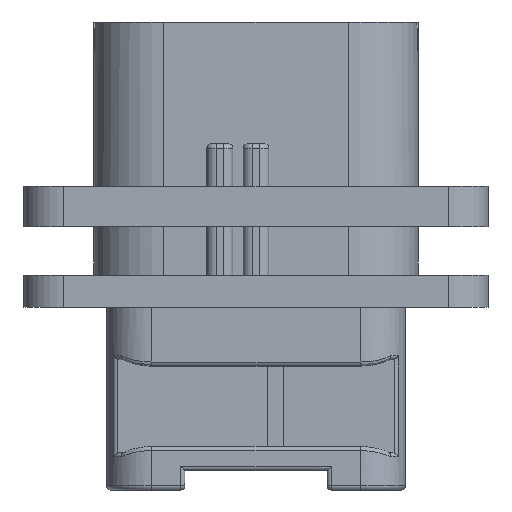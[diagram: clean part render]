
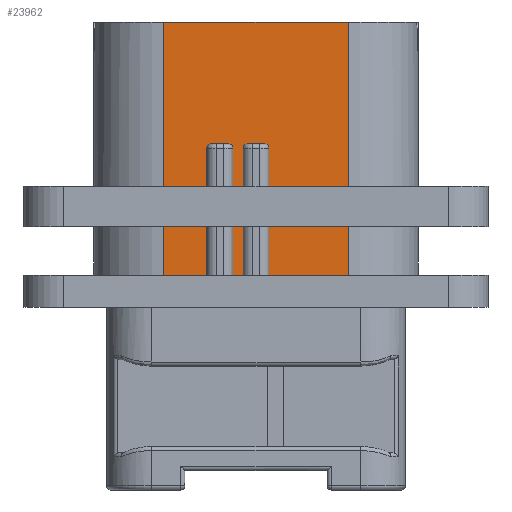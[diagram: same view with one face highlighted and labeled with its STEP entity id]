
A CAD part, front view. The second image highlights one B-rep face of the part: STEP entity #23962.
In plain terms, the highlighted planar face has unit normal (0, -1, 0).
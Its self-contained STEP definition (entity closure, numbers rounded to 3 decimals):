
#1523=DIRECTION('',(1.,0.,0.));
#1524=VECTOR('',#1523,11.4);
#1525=CARTESIAN_POINT('',(-5.7,-9.,17.67));
#1526=LINE('',#1525,#1524);
#2066=DIRECTION('',(1.,0.,0.));
#2067=VECTOR('',#2066,4.9);
#2068=CARTESIAN_POINT('',(0.8,-9.,2.));
#2069=LINE('',#2068,#2067);
#2160=CARTESIAN_POINT('',(-1.69,-9.,9.87));
#2161=DIRECTION('',(0.,1.,0.));
#2162=DIRECTION('',(0.,0.,1.));
#2163=AXIS2_PLACEMENT_3D('',#2160,#2161,#2162);
#2173=DIRECTION('',(0.,0.,1.));
#2174=VECTOR('',#2173,7.87);
#2175=CARTESIAN_POINT('',(-1.44,-9.,2.));
#2176=LINE('',#2175,#2174);
#2177=DIRECTION('',(1.,0.,0.));
#2178=VECTOR('',#2177,1.1);
#2179=CARTESIAN_POINT('',(-2.79,-9.,10.12));
#2180=LINE('',#2179,#2178);
#2181=DIRECTION('',(0.,0.,1.));
#2182=VECTOR('',#2181,7.87);
#2183=CARTESIAN_POINT('',(-3.04,-9.,2.));
#2184=LINE('',#2183,#2182);
#2185=DIRECTION('',(0.,0.,-1.));
#2186=VECTOR('',#2185,15.67);
#2187=CARTESIAN_POINT('',(-5.7,-9.,17.67));
#2188=LINE('',#2187,#2186);
#2189=DIRECTION('',(0.,0.,-1.));
#2190=VECTOR('',#2189,15.67);
#2191=CARTESIAN_POINT('',(5.7,-9.,17.67));
#2192=LINE('',#2191,#2190);
#2193=DIRECTION('',(0.,0.,1.));
#2194=VECTOR('',#2193,7.87);
#2195=CARTESIAN_POINT('',(0.8,-9.,2.));
#2196=LINE('',#2195,#2194);
#2197=DIRECTION('',(1.,0.,0.));
#2198=VECTOR('',#2197,1.1);
#2199=CARTESIAN_POINT('',(-0.55,-9.,10.12));
#2200=LINE('',#2199,#2198);
#2201=DIRECTION('',(0.,0.,1.));
#2202=VECTOR('',#2201,7.87);
#2203=CARTESIAN_POINT('',(-0.8,-9.,2.));
#2204=LINE('',#2203,#2202);
#2205=CARTESIAN_POINT('',(-2.79,-9.,9.87));
#2206=DIRECTION('',(0.,1.,0.));
#2207=DIRECTION('',(-1.,0.,0.));
#2208=AXIS2_PLACEMENT_3D('',#2205,#2206,#2207);
#2241=DIRECTION('',(1.,0.,0.));
#2242=VECTOR('',#2241,2.66);
#2243=CARTESIAN_POINT('',(-5.7,-9.,2.));
#2244=LINE('',#2243,#2242);
#7985=CARTESIAN_POINT('',(0.55,-9.,9.87));
#7986=DIRECTION('',(0.,1.,0.));
#7987=DIRECTION('',(0.,0.,1.));
#7988=AXIS2_PLACEMENT_3D('',#7985,#7986,#7987);
#8045=DIRECTION('',(1.,0.,0.));
#8046=VECTOR('',#8045,0.64);
#8047=CARTESIAN_POINT('',(-1.44,-9.,2.));
#8048=LINE('',#8047,#8046);
#8076=CARTESIAN_POINT('',(-0.55,-9.,9.87));
#8077=DIRECTION('',(0.,1.,0.));
#8078=DIRECTION('',(-1.,0.,0.));
#8079=AXIS2_PLACEMENT_3D('',#8076,#8077,#8078);
#18525=CARTESIAN_POINT('',(-5.7,-9.,17.67));
#18526=CARTESIAN_POINT('',(-5.7,-9.,2.));
#18527=VERTEX_POINT('',#18525);
#18528=VERTEX_POINT('',#18526);
#18529=CARTESIAN_POINT('',(5.7,-9.,17.67));
#18530=CARTESIAN_POINT('',(5.7,-9.,2.));
#18531=VERTEX_POINT('',#18529);
#18532=VERTEX_POINT('',#18530);
#20520=CARTESIAN_POINT('',(-3.04,-9.,2.));
#20521=VERTEX_POINT('',#20520);
#20522=CARTESIAN_POINT('',(-1.44,-9.,2.));
#20523=CARTESIAN_POINT('',(-0.8,-9.,2.));
#20524=VERTEX_POINT('',#20522);
#20525=VERTEX_POINT('',#20523);
#20526=CARTESIAN_POINT('',(0.8,-9.,2.));
#20527=VERTEX_POINT('',#20526);
#20617=CARTESIAN_POINT('',(-1.44,-9.,9.87));
#20619=VERTEX_POINT('',#20617);
#20621=CARTESIAN_POINT('',(-1.69,-9.,10.12));
#20623=VERTEX_POINT('',#20621);
#20636=CARTESIAN_POINT('',(-2.79,-9.,10.12));
#20637=VERTEX_POINT('',#20636);
#20638=CARTESIAN_POINT('',(-3.04,-9.,9.87));
#20639=VERTEX_POINT('',#20638);
#20641=CARTESIAN_POINT('',(0.8,-9.,9.87));
#20643=VERTEX_POINT('',#20641);
#20645=CARTESIAN_POINT('',(0.55,-9.,10.12));
#20647=VERTEX_POINT('',#20645);
#20660=CARTESIAN_POINT('',(-0.55,-9.,10.12));
#20661=VERTEX_POINT('',#20660);
#20662=CARTESIAN_POINT('',(-0.8,-9.,9.87));
#20663=VERTEX_POINT('',#20662);
#23929=CARTESIAN_POINT('',(-10.05,-9.,2.));
#23930=DIRECTION('',(0.,-1.,0.));
#23931=DIRECTION('',(1.,0.,0.));
#23932=AXIS2_PLACEMENT_3D('',#23929,#23930,#23931);
#23933=PLANE('',#23932);
#23934=ORIENTED_EDGE('',*,*,#23920,.T.);
#23935=ORIENTED_EDGE('',*,*,#23909,.F.);
#23936=ORIENTED_EDGE('',*,*,#23894,.F.);
#23938=ORIENTED_EDGE('',*,*,#23937,.F.);
#23940=ORIENTED_EDGE('',*,*,#23939,.F.);
#23942=ORIENTED_EDGE('',*,*,#23941,.F.);
#23944=ORIENTED_EDGE('',*,*,#23943,.F.);
#23945=ORIENTED_EDGE('',*,*,#23251,.T.);
#23946=ORIENTED_EDGE('',*,*,#23793,.T.);
#23947=ORIENTED_EDGE('',*,*,#23812,.F.);
#23949=ORIENTED_EDGE('',*,*,#23948,.T.);
#23951=ORIENTED_EDGE('',*,*,#23950,.F.);
#23953=ORIENTED_EDGE('',*,*,#23952,.F.);
#23955=ORIENTED_EDGE('',*,*,#23954,.F.);
#23957=ORIENTED_EDGE('',*,*,#23956,.F.);
#23959=ORIENTED_EDGE('',*,*,#23958,.F.);
#23960=EDGE_LOOP('',(#23934,#23935,#23936,#23938,#23940,#23942,#23944,#23945,
#23946,#23947,#23949,#23951,#23953,#23955,#23957,#23959));
#23961=FACE_OUTER_BOUND('',#23960,.F.);
#23962=ADVANCED_FACE('',(#23961),#23933,.T.);
#2164=CIRCLE('',#2163,0.25);
#2209=CIRCLE('',#2208,0.25);
#7989=CIRCLE('',#7988,0.25);
#8080=CIRCLE('',#8079,0.25);
#23251=EDGE_CURVE('',#18527,#18531,#1526,.T.);
#23793=EDGE_CURVE('',#18531,#18532,#2192,.T.);
#23812=EDGE_CURVE('',#20527,#18532,#2069,.T.);
#23894=EDGE_CURVE('',#20637,#20623,#2180,.T.);
#23909=EDGE_CURVE('',#20623,#20619,#2164,.T.);
#23920=EDGE_CURVE('',#20524,#20619,#2176,.T.);
#23937=EDGE_CURVE('',#20639,#20637,#2209,.T.);
#23939=EDGE_CURVE('',#20521,#20639,#2184,.T.);
#23941=EDGE_CURVE('',#18528,#20521,#2244,.T.);
#23943=EDGE_CURVE('',#18527,#18528,#2188,.T.);
#23948=EDGE_CURVE('',#20527,#20643,#2196,.T.);
#23950=EDGE_CURVE('',#20647,#20643,#7989,.T.);
#23952=EDGE_CURVE('',#20661,#20647,#2200,.T.);
#23954=EDGE_CURVE('',#20663,#20661,#8080,.T.);
#23956=EDGE_CURVE('',#20525,#20663,#2204,.T.);
#23958=EDGE_CURVE('',#20524,#20525,#8048,.T.);
